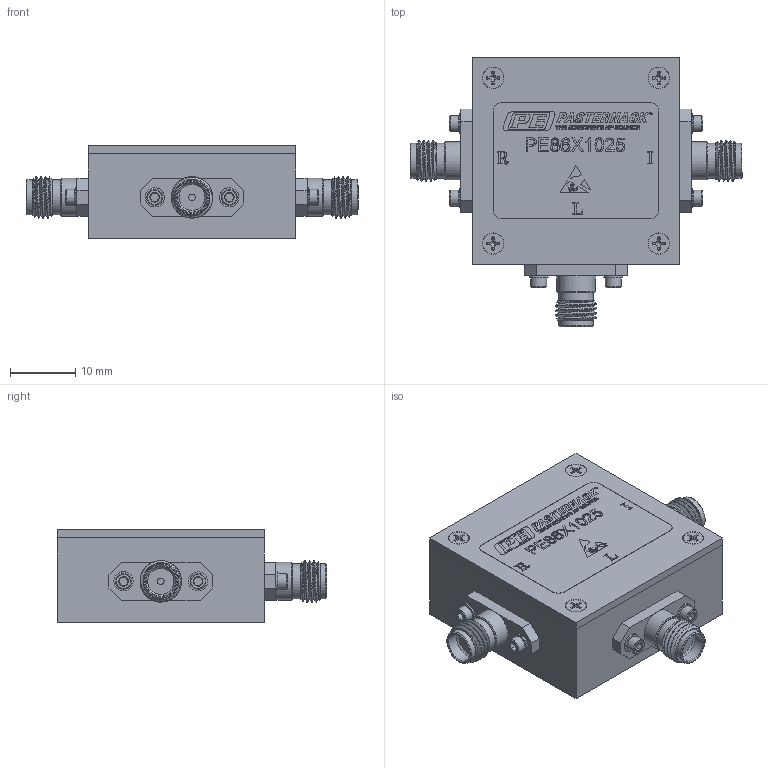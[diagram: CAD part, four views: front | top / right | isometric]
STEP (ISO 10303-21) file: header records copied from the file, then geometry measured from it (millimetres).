
FILE_DESCRIPTION (( 'STEP AP203' ), '1' );
FILE_NAME ('PE86X1025_3D.step', '2021-07-07T16:06:43', ( '' ), ( '' ), 'SwSTEP 2.0', 'SolidWorks 2020', '' );
FILE_SCHEMA (( 'CONFIG_CONTROL_DESIGN' ));
Length unit declared in the file: inch
Products named in the file (1): PE86X1025_3D
Bounding box: 50.9 x 41.33 x 14.35 mm (x, y, z)
Volume: 15283.7 mm3; surface area: 5425.2 mm2
Topology: 1 solids, 17 shells, 1297 faces, 3343 edges, 2198 vertices
Faces by surface type: plane 726, bspline 248, cylinder 209, cone 114
Full cylindrical faces by diameter (mm): 0.345 x1, 0.354 x1, 1.016 x6, 1.27 x3, 1.524 x18, 1.854 x6, 2.057 x4, 2.261 x4, 2.438 x6, 2.845 x4, 2.946 x6, 4.521 x3, 5.08 x3, 5.334 x6, 5.842 x3
Entity records: 57727 total; most frequent: CARTESIAN_POINT 29505, ORIENTED_EDGE 6208, DIRECTION 4809, EDGE_CURVE 3104, VERTEX_POINT 2095, VECTOR 1903, LINE 1903, EDGE_LOOP 1525
